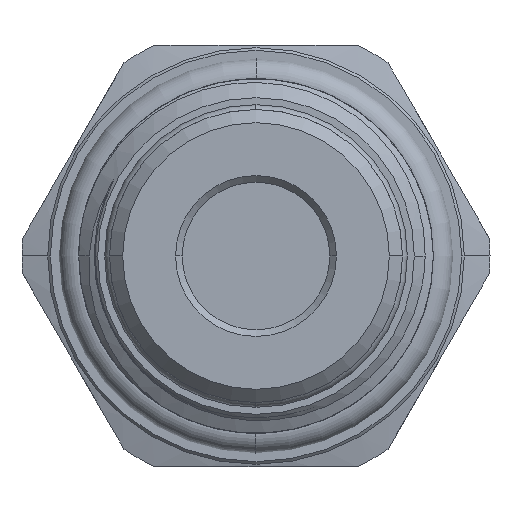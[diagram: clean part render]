
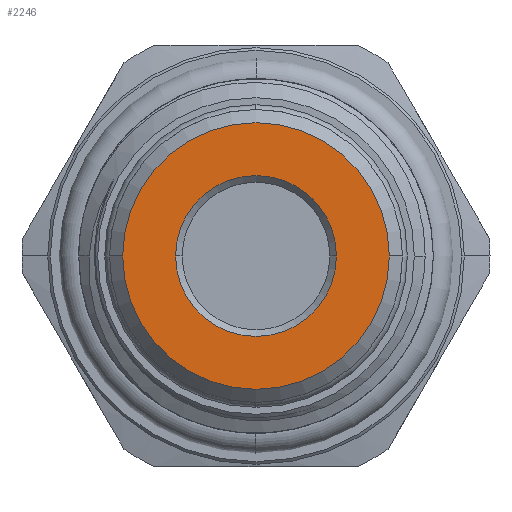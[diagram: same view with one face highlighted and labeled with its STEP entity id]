
A CAD part, left-side view. The second image highlights one B-rep face of the part: STEP entity #2246.
In plain terms, the highlighted planar face has unit normal (-1, 0, 0).
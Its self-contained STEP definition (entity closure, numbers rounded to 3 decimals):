
#15 = DIRECTION ( 'NONE',  ( 0., 1., 0. ) ) ;
#16 = CARTESIAN_POINT ( 'NONE',  ( -78.15, 0., 0. ) ) ;
#249 = DIRECTION ( 'NONE',  ( -1., 0., 0. ) ) ;
#747 = VERTEX_POINT ( 'NONE', #10909 ) ;
#860 = VERTEX_POINT ( 'NONE', #10990 ) ;
#1037 = VERTEX_POINT ( 'NONE', #10908 ) ;
#1136 = VERTEX_POINT ( 'NONE', #2574 ) ;
#1356 = EDGE_LOOP ( 'NONE', ( #4040, #4648 ) ) ;
#1394 = EDGE_LOOP ( 'NONE', ( #4409, #4300 ) ) ;
#2185 = EDGE_CURVE ( 'NONE', #1037, #747, #2875, .T. ) ;
#2230 = EDGE_CURVE ( 'NONE', #860, #1136, #3102, .T. ) ;
#2246 = ADVANCED_FACE ( 'NONE', ( #3026, #2821 ), #8259, .T. ) ;
#2574 = CARTESIAN_POINT ( 'NONE',  ( -78.15, 6.1, 0. ) ) ;
#2821 = FACE_OUTER_BOUND ( 'NONE', #1356, .T. ) ;
#2875 = CIRCLE ( 'NONE', #7923, 10.11 ) ;
#3026 = FACE_BOUND ( 'NONE', #1394, .T. ) ;
#3102 = CIRCLE ( 'NONE', #7933, 6.1 ) ;
#4040 = ORIENTED_EDGE ( 'NONE', *, *, #2185, .T. ) ;
#4300 = ORIENTED_EDGE ( 'NONE', *, *, #2230, .T. ) ;
#4409 = ORIENTED_EDGE ( 'NONE', *, *, #7799, .T. ) ;
#4648 = ORIENTED_EDGE ( 'NONE', *, *, #6664, .T. ) ;
#6664 = EDGE_CURVE ( 'NONE', #747, #1037, #11949, .T. ) ;
#7799 = EDGE_CURVE ( 'NONE', #1136, #860, #11896, .T. ) ;
#7923 = AXIS2_PLACEMENT_3D ( 'NONE', #8714, #8545, #8395 ) ;
#7933 = AXIS2_PLACEMENT_3D ( 'NONE', #8313, #8316, #8362 ) ;
#8085 = AXIS2_PLACEMENT_3D ( 'NONE', #16, #249, #15 ) ;
#8111 = AXIS2_PLACEMENT_3D ( 'NONE', #8347, #8353, #8354 ) ;
#8112 = AXIS2_PLACEMENT_3D ( 'NONE', #12795, #12812, #12792 ) ;
#8259 = PLANE ( 'NONE',  #8111 ) ;
#8313 = CARTESIAN_POINT ( 'NONE',  ( -78.15, 0., 0. ) ) ;
#8316 = DIRECTION ( 'NONE',  ( 1., 0., 0. ) ) ;
#8347 = CARTESIAN_POINT ( 'NONE',  ( -78.15, 0., 0. ) ) ;
#8353 = DIRECTION ( 'NONE',  ( -1., 0., 0. ) ) ;
#8354 = DIRECTION ( 'NONE',  ( 0., 1., 0. ) ) ;
#8362 = DIRECTION ( 'NONE',  ( 0., 1., 0. ) ) ;
#8395 = DIRECTION ( 'NONE',  ( 0., 1., 0. ) ) ;
#8545 = DIRECTION ( 'NONE',  ( -1., 0., 0. ) ) ;
#8714 = CARTESIAN_POINT ( 'NONE',  ( -78.15, 0., 0. ) ) ;
#10908 = CARTESIAN_POINT ( 'NONE',  ( -78.15, -10.11, 0. ) ) ;
#10909 = CARTESIAN_POINT ( 'NONE',  ( -78.15, 10.11, 0. ) ) ;
#10990 = CARTESIAN_POINT ( 'NONE',  ( -78.15, -6.1, 0. ) ) ;
#11896 = CIRCLE ( 'NONE', #8112, 6.1 ) ;
#11949 = CIRCLE ( 'NONE', #8085, 10.11 ) ;
#12792 = DIRECTION ( 'NONE',  ( 0., 1., 0. ) ) ;
#12795 = CARTESIAN_POINT ( 'NONE',  ( -78.15, 0., 0. ) ) ;
#12812 = DIRECTION ( 'NONE',  ( 1., 0., 0. ) ) ;
